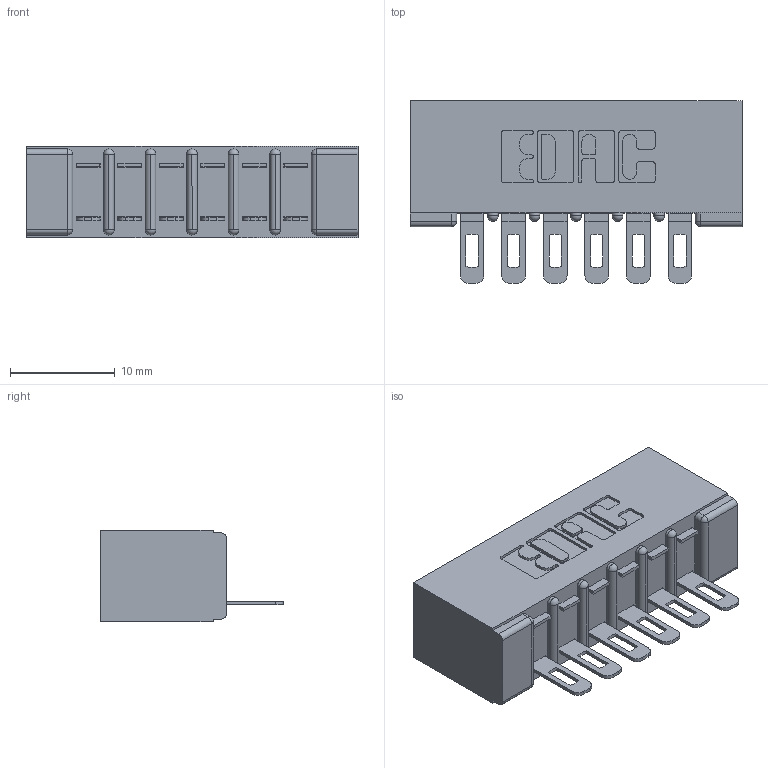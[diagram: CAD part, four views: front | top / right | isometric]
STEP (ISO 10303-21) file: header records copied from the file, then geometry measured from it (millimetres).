
FILE_DESCRIPTION (( 'STEP AP203' ), '1' );
FILE_NAME ('357-006-501-101.STEP', '2019-09-16T16:54:04', ( '' ), ( '' ), 'SwSTEP 2.0', 'SolidWorks 2016', '' );
FILE_SCHEMA (( 'CONFIG_CONTROL_DESIGN' ));
Length unit declared in the file: inch
Products named in the file (3): 307 Part_No Mounting Lugs; 307-290-002_501; 357-006-501-101
Assembly tree (7 placements, depth 2):
  357-006-501-101
    307 Part_No Mounting Lugs
    307-290-002_501  x6
Bounding box: 31.65 x 17.42 x 8.71 mm (x, y, z)
Volume: 2328.5 mm3; surface area: 3893.2 mm2
Topology: 7 solids, 7 shells, 573 faces, 1727 edges, 1130 vertices
Faces by surface type: plane 330, cylinder 229, sphere 14
Entity records: 10098 total; most frequent: CARTESIAN_POINT 1696, ORIENTED_EDGE 1686, DIRECTION 1667, EDGE_CURVE 843, VECTOR 625, LINE 625, VERTEX_POINT 550, AXIS2_PLACEMENT_3D 521
